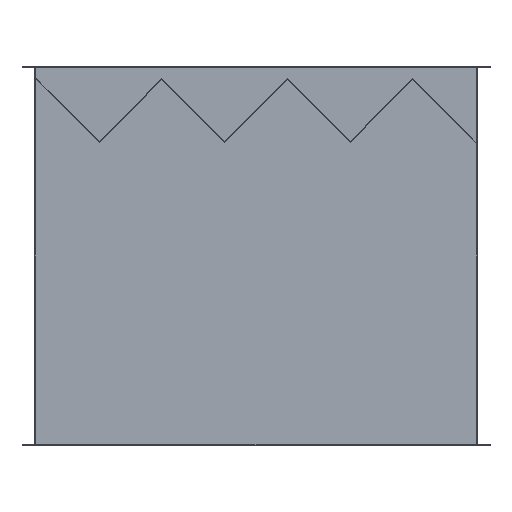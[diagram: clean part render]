
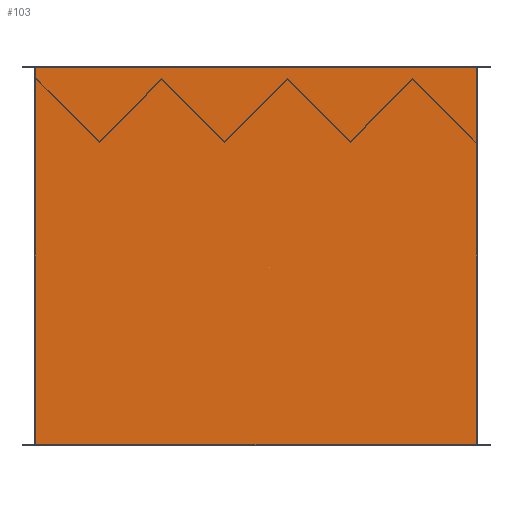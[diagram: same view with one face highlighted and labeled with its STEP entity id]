
A CAD part, front view. The second image highlights one B-rep face of the part: STEP entity #103.
In plain terms, the highlighted planar face has unit normal (0, -1, 0).
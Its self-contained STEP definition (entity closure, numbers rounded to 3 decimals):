
#40 = VERTEX_POINT ( 'NONE', #699 ) ;
#98 = EDGE_CURVE ( 'NONE', #99, #40, #840, .T. ) ;
#99 = VERTEX_POINT ( 'NONE', #836 ) ;
#103 = ADVANCED_FACE ( 'NONE', ( #831 ), #830, .F. ) ;
#104 = EDGE_LOOP ( 'NONE', ( #105, #107, #108, #110 ) ) ;
#105 = ORIENTED_EDGE ( 'NONE', *, *, #106, .F. ) ;
#106 = EDGE_CURVE ( 'NONE', #627, #40, #828, .T. ) ;
#107 = ORIENTED_EDGE ( 'NONE', *, *, #623, .F. ) ;
#108 = ORIENTED_EDGE ( 'NONE', *, *, #109, .F. ) ;
#109 = EDGE_CURVE ( 'NONE', #99, #619, #821, .T. ) ;
#110 = ORIENTED_EDGE ( 'NONE', *, *, #98, .T. ) ;
#619 = VERTEX_POINT ( 'NONE', #1601 ) ;
#623 = EDGE_CURVE ( 'NONE', #619, #627, #1596, .T. ) ;
#627 = VERTEX_POINT ( 'NONE', #1587 ) ;
#699 = CARTESIAN_POINT ( 'NONE',  ( -351., -201., -299. ) ) ;
#818 = DIRECTION ( 'NONE',  ( 1., 0., 0. ) ) ;
#819 = VECTOR ( 'NONE', #818, 1000. ) ;
#820 = CARTESIAN_POINT ( 'NONE',  ( 350., -201., 299. ) ) ;
#821 = LINE ( 'NONE', #820, #819 ) ;
#822 = DIRECTION ( 'NONE',  ( -1., 0., 0. ) ) ;
#823 = VECTOR ( 'NONE', #822, 1000. ) ;
#824 = CARTESIAN_POINT ( 'NONE',  ( 350., -201., -299. ) ) ;
#825 = DIRECTION ( 'NONE',  ( -1., 0., 0. ) ) ;
#826 = DIRECTION ( 'NONE',  ( 0., 1., 0. ) ) ;
#827 = AXIS2_PLACEMENT_3D ( 'NONE', #829, #826, #825 ) ;
#828 = LINE ( 'NONE', #824, #823 ) ;
#829 = CARTESIAN_POINT ( 'NONE',  ( 350., -201., 300. ) ) ;
#830 = PLANE ( 'NONE',  #827 ) ;
#831 = FACE_OUTER_BOUND ( 'NONE', #104, .T. ) ;
#836 = CARTESIAN_POINT ( 'NONE',  ( -351., -201., 299. ) ) ;
#837 = DIRECTION ( 'NONE',  ( 0., 0., -1. ) ) ;
#838 = VECTOR ( 'NONE', #837, 1000. ) ;
#839 = CARTESIAN_POINT ( 'NONE',  ( -351., -201., 300. ) ) ;
#840 = LINE ( 'NONE', #839, #838 ) ;
#1587 = CARTESIAN_POINT ( 'NONE',  ( 351., -201., -299. ) ) ;
#1593 = DIRECTION ( 'NONE',  ( 0., 0., -1. ) ) ;
#1594 = VECTOR ( 'NONE', #1593, 1000. ) ;
#1595 = CARTESIAN_POINT ( 'NONE',  ( 351., -201., 300. ) ) ;
#1596 = LINE ( 'NONE', #1595, #1594 ) ;
#1601 = CARTESIAN_POINT ( 'NONE',  ( 351., -201., 299. ) ) ;
